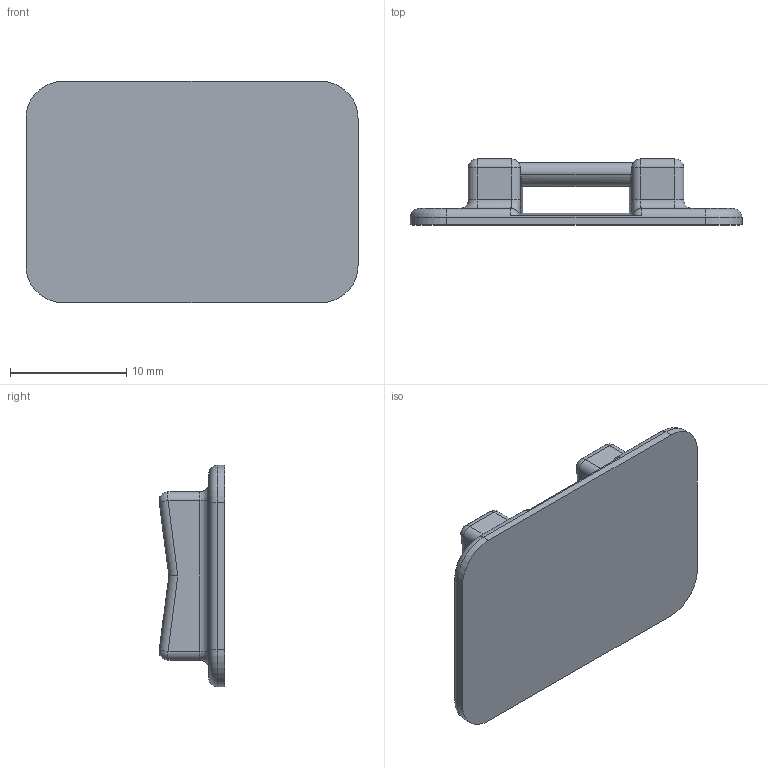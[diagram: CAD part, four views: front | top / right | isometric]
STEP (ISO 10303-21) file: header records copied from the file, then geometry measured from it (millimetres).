
FILE_DESCRIPTION (( 'STEP AP214' ), '1' );
FILE_NAME ('CB9318V5.STEP', '2018-05-14T15:08:31', ( '' ), ( '' ), 'SwSTEP 2.0', 'SolidWorks 2017', '' );
FILE_SCHEMA (( 'AUTOMOTIVE_DESIGN' ));
Length unit declared in the file: inch
Products named in the file (1): CB9318V5
Bounding box: 28.57 x 5.66 x 19.05 mm (x, y, z)
Volume: 1305.9 mm3; surface area: 1600.7 mm2
Topology: 1 solids, 1 shells, 89 faces, 231 edges, 130 vertices
Faces by surface type: cylinder 43, plane 22, sphere 12, torus 8, bspline 4
Entity records: 2673 total; most frequent: CARTESIAN_POINT 643, DIRECTION 431, ORIENTED_EDGE 422, EDGE_CURVE 211, AXIS2_PLACEMENT_3D 166, VERTEX_POINT 122, VECTOR 99, LINE 99
